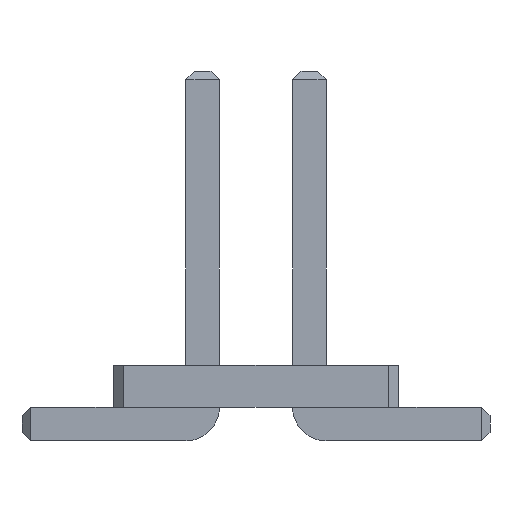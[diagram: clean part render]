
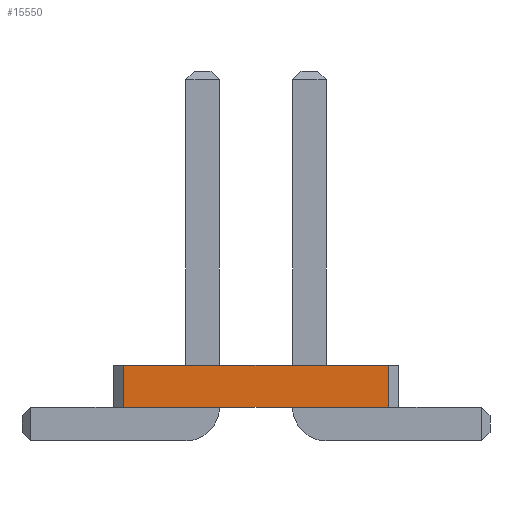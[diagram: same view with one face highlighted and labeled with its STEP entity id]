
A CAD part, front view. The second image highlights one B-rep face of the part: STEP entity #15550.
In plain terms, the highlighted planar face has unit normal (0, -1, 0).
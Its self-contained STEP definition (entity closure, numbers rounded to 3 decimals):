
#2798 = VERTEX_POINT('',#2799);
#2799 = CARTESIAN_POINT('',(1.573,-23.495,0.4));
#2805 = EDGE_CURVE('',#2806,#2798,#2808,.T.);
#2806 = VERTEX_POINT('',#2807);
#2807 = CARTESIAN_POINT('',(-1.573,-23.495,0.4));
#2808 = LINE('',#2809,#2810);
#2809 = CARTESIAN_POINT('',(-1.573,-23.495,0.4));
#2810 = VECTOR('',#2811,1.);
#2811 = DIRECTION('',(1.,0.,0.));
#6342 = VERTEX_POINT('',#6343);
#6343 = CARTESIAN_POINT('',(1.573,-23.495,0.9));
#6349 = EDGE_CURVE('',#6350,#6342,#6352,.T.);
#6350 = VERTEX_POINT('',#6351);
#6351 = CARTESIAN_POINT('',(-1.573,-23.495,0.9));
#6352 = LINE('',#6353,#6354);
#6353 = CARTESIAN_POINT('',(-1.573,-23.495,0.9));
#6354 = VECTOR('',#6355,1.);
#6355 = DIRECTION('',(1.,0.,0.));
#15539 = EDGE_CURVE('',#2806,#6350,#15540,.T.);
#15540 = LINE('',#15541,#15542);
#15541 = CARTESIAN_POINT('',(-1.573,-23.495,0.4));
#15542 = VECTOR('',#15543,1.);
#15543 = DIRECTION('',(0.,0.,1.));
#15550 = ADVANCED_FACE('',(#15551),#15562,.F.);
#15551 = FACE_BOUND('',#15552,.F.);
#15552 = EDGE_LOOP('',(#15553,#15554,#15555,#15561));
#15553 = ORIENTED_EDGE('',*,*,#15539,.T.);
#15554 = ORIENTED_EDGE('',*,*,#6349,.T.);
#15555 = ORIENTED_EDGE('',*,*,#15556,.F.);
#15556 = EDGE_CURVE('',#2798,#6342,#15557,.T.);
#15557 = LINE('',#15558,#15559);
#15558 = CARTESIAN_POINT('',(1.573,-23.495,0.4));
#15559 = VECTOR('',#15560,1.);
#15560 = DIRECTION('',(0.,0.,1.));
#15561 = ORIENTED_EDGE('',*,*,#2805,.F.);
#15562 = PLANE('',#15563);
#15563 = AXIS2_PLACEMENT_3D('',#15564,#15565,#15566);
#15564 = CARTESIAN_POINT('',(-1.573,-23.495,0.4));
#15565 = DIRECTION('',(0.,1.,0.));
#15566 = DIRECTION('',(1.,0.,0.));
